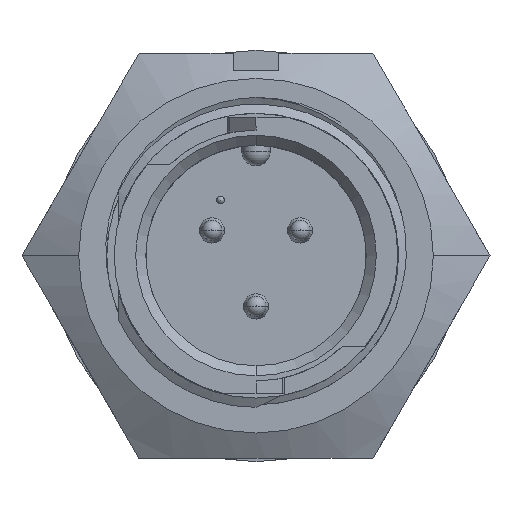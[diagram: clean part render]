
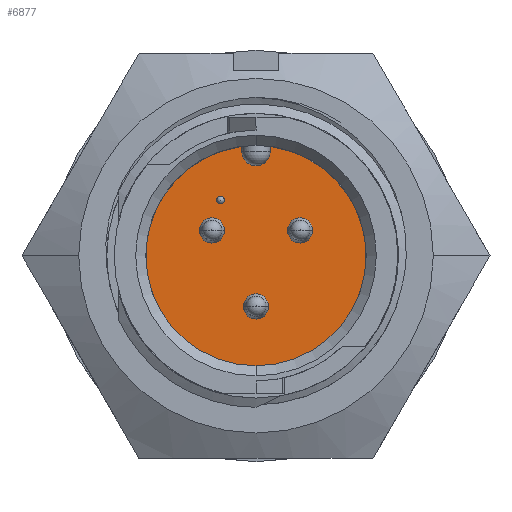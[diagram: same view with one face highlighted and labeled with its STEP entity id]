
A CAD part, top view. The second image highlights one B-rep face of the part: STEP entity #6877.
In plain terms, the highlighted planar face has unit normal (0, 0, 1).
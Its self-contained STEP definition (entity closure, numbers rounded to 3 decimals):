
#37 = DIRECTION ( 'NONE',  ( 0., 0., 1. ) ) ;
#102 = CARTESIAN_POINT ( 'NONE',  ( 0., 0., -8.382 ) ) ;
#277 = AXIS2_PLACEMENT_3D ( 'NONE', #7415, #11759, #1971 ) ;
#398 = VERTEX_POINT ( 'NONE', #792 ) ;
#470 = ORIENTED_EDGE ( 'NONE', *, *, #11881, .F. ) ;
#792 = CARTESIAN_POINT ( 'NONE',  ( 1.578, 1.27, -8.382 ) ) ;
#813 = EDGE_CURVE ( 'NONE', #5709, #6022, #5582, .T. ) ;
#853 = CARTESIAN_POINT ( 'NONE',  ( -1.578, 1.27, -8.382 ) ) ;
#897 = ORIENTED_EDGE ( 'NONE', *, *, #6075, .F. ) ;
#1059 = DIRECTION ( 'NONE',  ( 0., 1., 0. ) ) ;
#1412 = ORIENTED_EDGE ( 'NONE', *, *, #12067, .T. ) ;
#1461 = ORIENTED_EDGE ( 'NONE', *, *, #4863, .F. ) ;
#1515 = EDGE_LOOP ( 'NONE', ( #5145, #14107, #1412, #4084, #4159 ) ) ;
#1634 = CARTESIAN_POINT ( 'NONE',  ( 0., -2.54, -8.382 ) ) ;
#1927 = CARTESIAN_POINT ( 'NONE',  ( 0.711, 5.22, -8.382 ) ) ;
#1963 = DIRECTION ( 'NONE',  ( 0., -1., 0. ) ) ;
#1971 = DIRECTION ( 'NONE',  ( 1., 0., 0. ) ) ;
#2085 = DIRECTION ( 'NONE',  ( 0., 1., 0. ) ) ;
#2118 = AXIS2_PLACEMENT_3D ( 'NONE', #7698, #12049, #10975 ) ;
#2819 = PLANE ( 'NONE',  #9351 ) ;
#3016 = CIRCLE ( 'NONE', #3948, 0.19 ) ;
#3203 = ORIENTED_EDGE ( 'NONE', *, *, #11914, .F. ) ;
#3292 = DIRECTION ( 'NONE',  ( 1., 0., 0. ) ) ;
#3434 = CARTESIAN_POINT ( 'NONE',  ( 0.711, 5.479, -8.382 ) ) ;
#3512 = CIRCLE ( 'NONE', #5349, 0.632 ) ;
#3543 = VERTEX_POINT ( 'NONE', #7616 ) ;
#3697 = AXIS2_PLACEMENT_3D ( 'NONE', #1634, #12712, #6005 ) ;
#3815 = VERTEX_POINT ( 'NONE', #4756 ) ;
#3948 = AXIS2_PLACEMENT_3D ( 'NONE', #13356, #4727, #12426 ) ;
#4084 = ORIENTED_EDGE ( 'NONE', *, *, #10830, .F. ) ;
#4159 = ORIENTED_EDGE ( 'NONE', *, *, #5871, .F. ) ;
#4228 = CARTESIAN_POINT ( 'NONE',  ( -2.842, 1.27, -8.382 ) ) ;
#4345 = DIRECTION ( 'NONE',  ( 0., 1., 0. ) ) ;
#4584 = DIRECTION ( 'NONE',  ( 0., 0., 1. ) ) ;
#4622 = CARTESIAN_POINT ( 'NONE',  ( 0.632, -2.54, -8.382 ) ) ;
#4727 = DIRECTION ( 'NONE',  ( 0., 0., 1. ) ) ;
#4756 = CARTESIAN_POINT ( 'NONE',  ( 2.842, 1.27, -8.382 ) ) ;
#4858 = CIRCLE ( 'NONE', #12833, 0.632 ) ;
#4861 = CIRCLE ( 'NONE', #277, 0.632 ) ;
#4863 = EDGE_CURVE ( 'NONE', #398, #3815, #4858, .T. ) ;
#5007 = DIRECTION ( 'NONE',  ( 0., 0., 1. ) ) ;
#5064 = EDGE_CURVE ( 'NONE', #5709, #3543, #12388, .T. ) ;
#5083 = CARTESIAN_POINT ( 'NONE',  ( 0.711, 5.22, -8.382 ) ) ;
#5130 = EDGE_LOOP ( 'NONE', ( #470, #3203 ) ) ;
#5145 = ORIENTED_EDGE ( 'NONE', *, *, #813, .F. ) ;
#5349 = AXIS2_PLACEMENT_3D ( 'NONE', #6481, #9756, #10887 ) ;
#5582 = LINE ( 'NONE', #9854, #10094 ) ;
#5709 = VERTEX_POINT ( 'NONE', #7278 ) ;
#5871 = EDGE_CURVE ( 'NONE', #6022, #10645, #11473, .T. ) ;
#5903 = VERTEX_POINT ( 'NONE', #13408 ) ;
#6005 = DIRECTION ( 'NONE',  ( 1., 0., 0. ) ) ;
#6022 = VERTEX_POINT ( 'NONE', #13012 ) ;
#6075 = EDGE_CURVE ( 'NONE', #10874, #11500, #13554, .T. ) ;
#6244 = AXIS2_PLACEMENT_3D ( 'NONE', #11011, #7406, #1963 ) ;
#6406 = EDGE_CURVE ( 'NONE', #3815, #398, #3512, .T. ) ;
#6481 = CARTESIAN_POINT ( 'NONE',  ( 2.21, 1.27, -8.382 ) ) ;
#6641 = VERTEX_POINT ( 'NONE', #4622 ) ;
#6768 = CARTESIAN_POINT ( 'NONE',  ( -0.632, -2.54, -8.382 ) ) ;
#6877 = ADVANCED_FACE ( 'NONE', ( #10457, #11529, #11734, #10663, #12889 ), #2819, .F. ) ;
#6939 = EDGE_LOOP ( 'NONE', ( #9428, #11392 ) ) ;
#7121 = VECTOR ( 'NONE', #1059, 1000. ) ;
#7278 = CARTESIAN_POINT ( 'NONE',  ( -0.711, 5.479, -8.382 ) ) ;
#7390 = AXIS2_PLACEMENT_3D ( 'NONE', #10919, #13082, #3292 ) ;
#7406 = DIRECTION ( 'NONE',  ( 0., 0., 1. ) ) ;
#7415 = CARTESIAN_POINT ( 'NONE',  ( -2.21, 1.27, -8.382 ) ) ;
#7616 = CARTESIAN_POINT ( 'NONE',  ( 0., -5.524, -8.382 ) ) ;
#7698 = CARTESIAN_POINT ( 'NONE',  ( 0., 5.22, -8.382 ) ) ;
#8182 = DIRECTION ( 'NONE',  ( 0., 0., 1. ) ) ;
#8277 = CIRCLE ( 'NONE', #8958, 0.19 ) ;
#8924 = DIRECTION ( 'NONE',  ( 1., 0., 0. ) ) ;
#8958 = AXIS2_PLACEMENT_3D ( 'NONE', #13051, #37, #4345 ) ;
#9192 = CIRCLE ( 'NONE', #13993, 5.524 ) ;
#9282 = CARTESIAN_POINT ( 'NONE',  ( 0., -2.54, -8.382 ) ) ;
#9351 = AXIS2_PLACEMENT_3D ( 'NONE', #9384, #10726, #2085 ) ;
#9384 = CARTESIAN_POINT ( 'NONE',  ( 0., 0., -8.382 ) ) ;
#9428 = ORIENTED_EDGE ( 'NONE', *, *, #13281, .F. ) ;
#9756 = DIRECTION ( 'NONE',  ( 0., 0., 1. ) ) ;
#9854 = CARTESIAN_POINT ( 'NONE',  ( -0.711, 5.479, -8.382 ) ) ;
#10094 = VECTOR ( 'NONE', #10990, 1000. ) ;
#10457 = FACE_OUTER_BOUND ( 'NONE', #1515, .T. ) ;
#10540 = CIRCLE ( 'NONE', #3697, 0.632 ) ;
#10645 = VERTEX_POINT ( 'NONE', #5083 ) ;
#10663 = FACE_BOUND ( 'NONE', #12412, .T. ) ;
#10726 = DIRECTION ( 'NONE',  ( 0., 0., -1. ) ) ;
#10830 = EDGE_CURVE ( 'NONE', #10645, #11060, #12792, .T. ) ;
#10874 = VERTEX_POINT ( 'NONE', #4228 ) ;
#10887 = DIRECTION ( 'NONE',  ( 1., 0., 0. ) ) ;
#10919 = CARTESIAN_POINT ( 'NONE',  ( -2.21, 1.27, -8.382 ) ) ;
#10975 = DIRECTION ( 'NONE',  ( 1., 0., 0. ) ) ;
#10990 = DIRECTION ( 'NONE',  ( 0., -1., 0. ) ) ;
#11011 = CARTESIAN_POINT ( 'NONE',  ( 0., 0., -8.382 ) ) ;
#11060 = VERTEX_POINT ( 'NONE', #3434 ) ;
#11350 = CARTESIAN_POINT ( 'NONE',  ( -1.778, 2.603, -8.382 ) ) ;
#11392 = ORIENTED_EDGE ( 'NONE', *, *, #12885, .F. ) ;
#11473 = CIRCLE ( 'NONE', #2118, 0.711 ) ;
#11483 = ORIENTED_EDGE ( 'NONE', *, *, #6406, .F. ) ;
#11500 = VERTEX_POINT ( 'NONE', #853 ) ;
#11529 = FACE_BOUND ( 'NONE', #6939, .T. ) ;
#11734 = FACE_BOUND ( 'NONE', #13357, .T. ) ;
#11759 = DIRECTION ( 'NONE',  ( 0., 0., 1. ) ) ;
#11881 = EDGE_CURVE ( 'NONE', #6641, #13111, #13971, .T. ) ;
#11914 = EDGE_CURVE ( 'NONE', #13111, #6641, #10540, .T. ) ;
#12049 = DIRECTION ( 'NONE',  ( 0., 0., 1. ) ) ;
#12067 = EDGE_CURVE ( 'NONE', #3543, #11060, #9192, .T. ) ;
#12202 = CARTESIAN_POINT ( 'NONE',  ( 2.21, 1.27, -8.382 ) ) ;
#12388 = CIRCLE ( 'NONE', #6244, 5.524 ) ;
#12412 = EDGE_LOOP ( 'NONE', ( #11483, #1461 ) ) ;
#12426 = DIRECTION ( 'NONE',  ( 0., 1., 0. ) ) ;
#12572 = VERTEX_POINT ( 'NONE', #11350 ) ;
#12680 = DIRECTION ( 'NONE',  ( 0., -1., 0. ) ) ;
#12712 = DIRECTION ( 'NONE',  ( 0., 0., 1. ) ) ;
#12792 = LINE ( 'NONE', #1927, #7121 ) ;
#12828 = AXIS2_PLACEMENT_3D ( 'NONE', #9282, #5007, #13647 ) ;
#12833 = AXIS2_PLACEMENT_3D ( 'NONE', #12202, #4584, #8924 ) ;
#12885 = EDGE_CURVE ( 'NONE', #12572, #5903, #8277, .T. ) ;
#12889 = FACE_BOUND ( 'NONE', #5130, .T. ) ;
#13012 = CARTESIAN_POINT ( 'NONE',  ( -0.711, 5.22, -8.382 ) ) ;
#13051 = CARTESIAN_POINT ( 'NONE',  ( -1.778, 2.794, -8.382 ) ) ;
#13064 = EDGE_CURVE ( 'NONE', #11500, #10874, #4861, .T. ) ;
#13082 = DIRECTION ( 'NONE',  ( 0., 0., 1. ) ) ;
#13111 = VERTEX_POINT ( 'NONE', #6768 ) ;
#13281 = EDGE_CURVE ( 'NONE', #5903, #12572, #3016, .T. ) ;
#13356 = CARTESIAN_POINT ( 'NONE',  ( -1.778, 2.794, -8.382 ) ) ;
#13357 = EDGE_LOOP ( 'NONE', ( #14155, #897 ) ) ;
#13408 = CARTESIAN_POINT ( 'NONE',  ( -1.778, 2.984, -8.382 ) ) ;
#13554 = CIRCLE ( 'NONE', #7390, 0.632 ) ;
#13647 = DIRECTION ( 'NONE',  ( 1., 0., 0. ) ) ;
#13971 = CIRCLE ( 'NONE', #12828, 0.632 ) ;
#13993 = AXIS2_PLACEMENT_3D ( 'NONE', #102, #8182, #12680 ) ;
#14107 = ORIENTED_EDGE ( 'NONE', *, *, #5064, .T. ) ;
#14155 = ORIENTED_EDGE ( 'NONE', *, *, #13064, .F. ) ;
